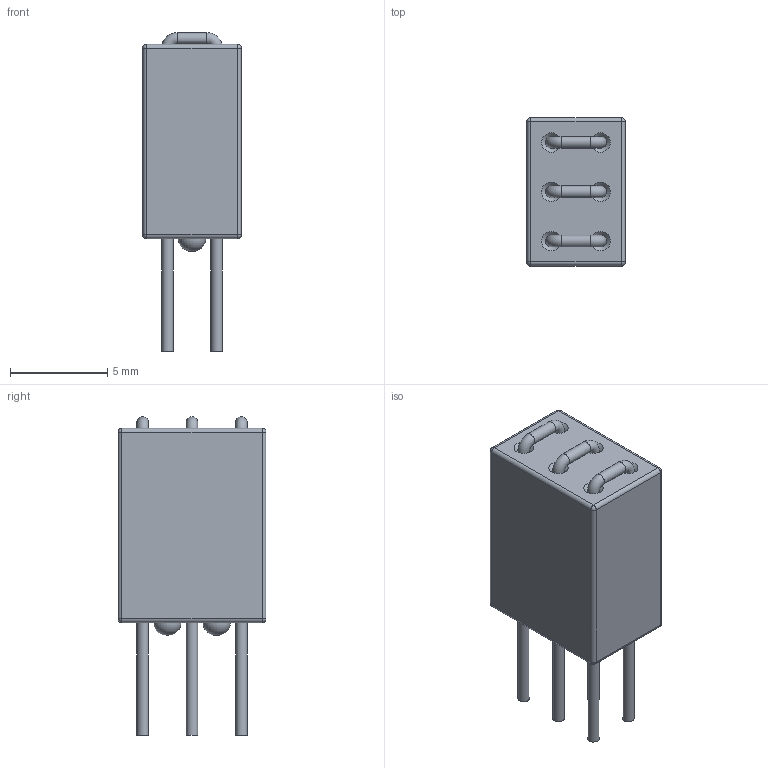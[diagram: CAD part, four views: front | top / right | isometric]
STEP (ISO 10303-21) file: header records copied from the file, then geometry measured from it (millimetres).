
FILE_DESCRIPTION(/* description */ ('Unknown'),/* implementation_level */ '2;1');
FILE_NAME(/* name */ 'FB_Wurth_WE-MLS_74273031',/* time_stamp */ '2025-06-18T10:14:56+08:00',/* author */ ('Unknown'),/* organization */ ('Unknown'),/* preprocessor_version */ 'ST-DEVELOPER v19.4',/* originating_system */ 'Solid Edge',/* authorisation */ 'Unknown');
FILE_SCHEMA (('AUTOMOTIVE_DESIGN {1 0 10303 214 3 1 1}'));
Length unit declared in the file: millimetre
Products named in the file (2): FB_Wurth_WE-MLS_74273001
Assembly tree (1 placements, depth 2):
  FB_Wurth_WE-MLS_74273001
    FB_Wurth_WE-MLS_74273001
Bounding box: 5.08 x 7.62 x 16.4 mm (x, y, z)
Volume: 399.3 mm3; surface area: 629.9 mm2
Topology: 4 solids, 4 shells, 69 faces, 138 edges, 71 vertices
Faces by surface type: cylinder 27, plane 14, cone 12, torus 8, sphere 8
Full cylindrical faces by diameter (mm): 0.6 x15
Entity records: 1603 total; most frequent: DIRECTION 306, CARTESIAN_POINT 235, ORIENTED_EDGE 188, AXIS2_PLACEMENT_3D 141, EDGE_LOOP 118, FACE_BOUND 118, EDGE_CURVE 94, VERTEX_POINT 70
